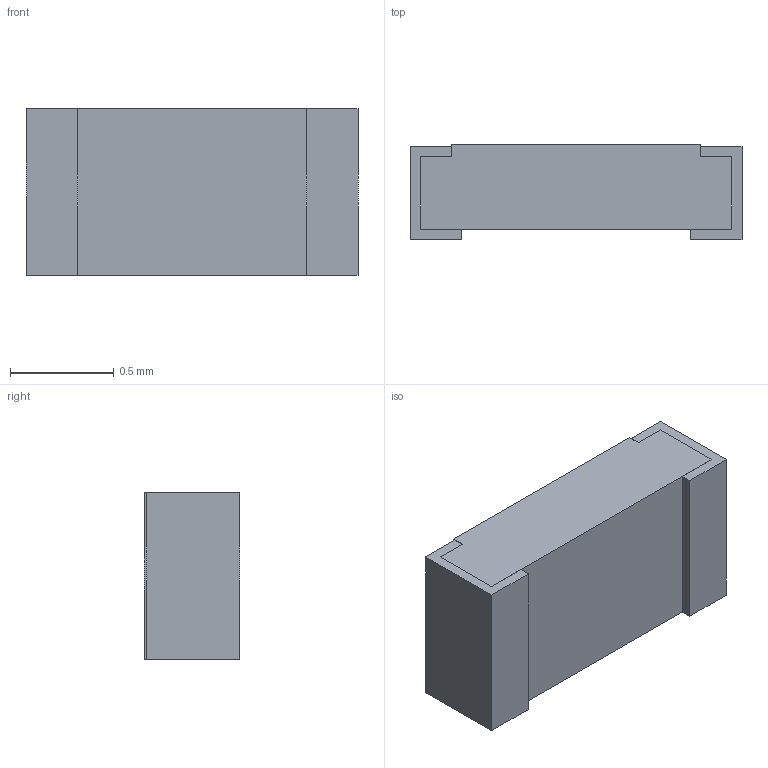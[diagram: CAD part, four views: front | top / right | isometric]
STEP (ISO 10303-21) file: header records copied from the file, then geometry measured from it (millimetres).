
FILE_DESCRIPTION (( 'STEP AP214' ), '1' );
FILE_NAME ('User Library-RES_0603L(2).STEP', '2010-04-12T13:23:54', ( 'sysAdmin' ), ( 'SolidWorks' ), 'SwSTEP 2.0', 'SolidWorks 2010', '' );
FILE_SCHEMA (( 'AUTOMOTIVE_DESIGN' ));
Length unit declared in the file: centimetre
Products named in the file (3): User Library-RES_0603L_RES_0603_Body_1; User Library-RES_0603L(2); User Library-RES_0603L_RES_0603_Lead_1(2)
Assembly tree (3 placements, depth 2):
  User Library-RES_0603L(2)
    User Library-RES_0603L_RES_0603_Body_1
    User Library-RES_0603L_RES_0603_Lead_1(2)  x2
Bounding box: 1.6 x 0.46 x 0.8 mm (x, y, z)
Volume: 0.5 mm3; surface area: 7.1 mm2
Topology: 3 solids, 3 shells, 30 faces, 72 edges, 48 vertices
Faces by surface type: plane 30
Entity records: 910 total; most frequent: CARTESIAN_POINT 106, DIRECTION 100, ORIENTED_EDGE 96, EDGE_CURVE 48, LINE 48, VECTOR 48, VERTEX_POINT 32, UNCERTAINTY_MEASURE_WITH_UNIT 27
